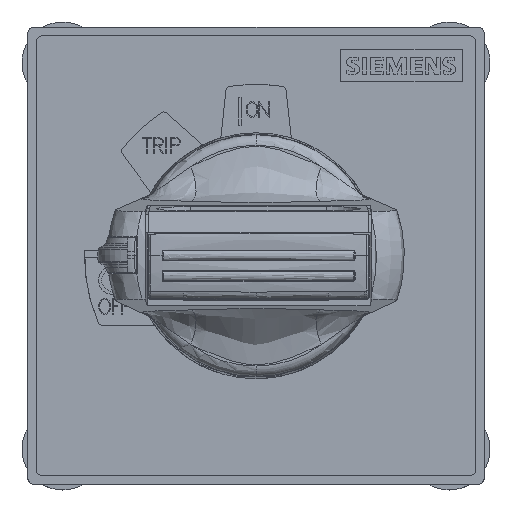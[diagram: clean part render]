
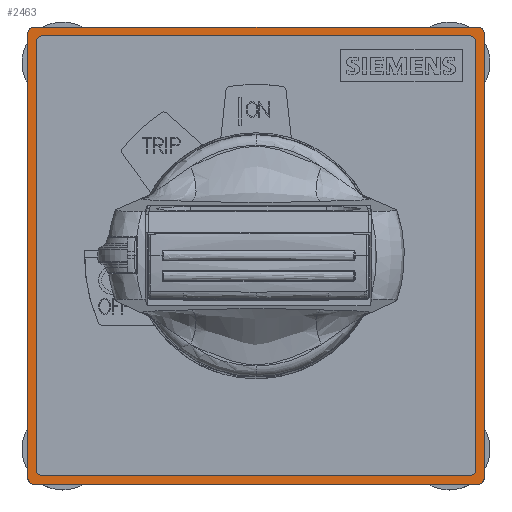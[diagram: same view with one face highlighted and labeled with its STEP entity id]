
A CAD part, top view. The second image highlights one B-rep face of the part: STEP entity #2463.
In plain terms, the highlighted planar face has unit normal (0, 0, 1).
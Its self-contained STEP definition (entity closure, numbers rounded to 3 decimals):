
#2463=ADVANCED_FACE('',(#5797,#5798),#5799,.T.);
#5797=FACE_BOUND('',#13626,.T.);
#5798=FACE_OUTER_BOUND('',#13627,.T.);
#5799=PLANE('',#13628);
#13626=EDGE_LOOP('',(#25865,#25866,#25867,#25868,#25869,#25870,#25871,#25872));
#13627=EDGE_LOOP('',(#25873,#25874,#25875,#25876,#25877,#25878,#25879,#25880));
#13628=AXIS2_PLACEMENT_3D('',#25881,#25882,#25883);
#25865=ORIENTED_EDGE('',*,*,#33006,.T.);
#25866=ORIENTED_EDGE('',*,*,#33003,.T.);
#25867=ORIENTED_EDGE('',*,*,#33000,.T.);
#25868=ORIENTED_EDGE('',*,*,#32996,.T.);
#25869=ORIENTED_EDGE('',*,*,#33009,.T.);
#25870=ORIENTED_EDGE('',*,*,#33012,.T.);
#25871=ORIENTED_EDGE('',*,*,#33015,.T.);
#25872=ORIENTED_EDGE('',*,*,#33018,.T.);
#25873=ORIENTED_EDGE('',*,*,#33020,.F.);
#25874=ORIENTED_EDGE('',*,*,#33049,.F.);
#25875=ORIENTED_EDGE('',*,*,#33045,.F.);
#25876=ORIENTED_EDGE('',*,*,#33041,.F.);
#25877=ORIENTED_EDGE('',*,*,#33037,.F.);
#25878=ORIENTED_EDGE('',*,*,#33033,.F.);
#25879=ORIENTED_EDGE('',*,*,#33029,.F.);
#25880=ORIENTED_EDGE('',*,*,#33025,.F.);
#25881=CARTESIAN_POINT('',(33.292,33.3,372.5));
#25882=DIRECTION('',(0.0,0.0,1.0));
#25883=DIRECTION('',(1.0,0.0,0.0));
#32996=EDGE_CURVE('',#37686,#37687,#37688,.T.);
#33000=EDGE_CURVE('',#37692,#37686,#37693,.T.);
#33003=EDGE_CURVE('',#37696,#37692,#37697,.T.);
#33006=EDGE_CURVE('',#37700,#37696,#37701,.T.);
#33009=EDGE_CURVE('',#37687,#37704,#37705,.T.);
#33012=EDGE_CURVE('',#37704,#37708,#37709,.T.);
#33015=EDGE_CURVE('',#37708,#37712,#37713,.T.);
#33018=EDGE_CURVE('',#37712,#37700,#37716,.T.);
#33020=EDGE_CURVE('',#37718,#37719,#37720,.T.);
#33025=EDGE_CURVE('',#37719,#37727,#37728,.T.);
#33029=EDGE_CURVE('',#37727,#37733,#37734,.T.);
#33033=EDGE_CURVE('',#37733,#37739,#37740,.T.);
#33037=EDGE_CURVE('',#37739,#37745,#37746,.T.);
#33041=EDGE_CURVE('',#37745,#37751,#37752,.T.);
#33045=EDGE_CURVE('',#37751,#37757,#37758,.T.);
#33049=EDGE_CURVE('',#37757,#37718,#37763,.T.);
#37686=VERTEX_POINT('',#46095);
#37687=VERTEX_POINT('',#46096);
#37688=CIRCLE('',#46097,0.9);
#37692=VERTEX_POINT('',#46103);
#37693=LINE('',#46104,#46105);
#37696=VERTEX_POINT('',#46109);
#37697=CIRCLE('',#46110,0.9);
#37700=VERTEX_POINT('',#46114);
#37701=LINE('',#46115,#46116);
#37704=VERTEX_POINT('',#46120);
#37705=LINE('',#46121,#46122);
#37708=VERTEX_POINT('',#46126);
#37709=CIRCLE('',#46127,0.9);
#37712=VERTEX_POINT('',#46131);
#37713=LINE('',#46132,#46133);
#37716=CIRCLE('',#46137,0.9);
#37718=VERTEX_POINT('',#46139);
#37719=VERTEX_POINT('',#46140);
#37720=LINE('',#46141,#46142);
#37727=VERTEX_POINT('',#46152);
#37728=CIRCLE('',#46153,0.9);
#37733=VERTEX_POINT('',#46159);
#37734=LINE('',#46160,#46161);
#37739=VERTEX_POINT('',#46168);
#37740=CIRCLE('',#46169,0.9);
#37745=VERTEX_POINT('',#46175);
#37746=LINE('',#46176,#46177);
#37751=VERTEX_POINT('',#46184);
#37752=CIRCLE('',#46185,0.9);
#37757=VERTEX_POINT('',#46191);
#37758=LINE('',#46192,#46193);
#37763=CIRCLE('',#46200,0.9);
#46095=CARTESIAN_POINT('',(63.692,64.6,372.5));
#46096=CARTESIAN_POINT('',(64.592,63.7,372.5));
#46097=AXIS2_PLACEMENT_3D('',#52373,#52374,#52375);
#46103=CARTESIAN_POINT('',(2.892,64.6,372.5));
#46104=CARTESIAN_POINT('',(33.292,64.6,372.5));
#46105=VECTOR('',#52378,1.0);
#46109=CARTESIAN_POINT('',(1.992,63.7,372.5));
#46110=AXIS2_PLACEMENT_3D('',#52380,#52381,#52382);
#46114=CARTESIAN_POINT('',(1.992,2.9,372.5));
#46115=CARTESIAN_POINT('',(1.992,33.3,372.5));
#46116=VECTOR('',#52384,1.0);
#46120=CARTESIAN_POINT('',(64.592,2.9,372.5));
#46121=CARTESIAN_POINT('',(64.592,33.3,372.5));
#46122=VECTOR('',#52386,1.0);
#46126=CARTESIAN_POINT('',(63.692,2.0,372.5));
#46127=AXIS2_PLACEMENT_3D('',#52388,#52389,#52390);
#46131=CARTESIAN_POINT('',(2.892,2.0,372.5));
#46132=CARTESIAN_POINT('',(33.292,2.0,372.5));
#46133=VECTOR('',#52392,1.0);
#46137=AXIS2_PLACEMENT_3D('',#52394,#52395,#52396);
#46139=CARTESIAN_POINT('',(0.792,1.7,372.5));
#46140=CARTESIAN_POINT('',(0.792,64.9,372.5));
#46141=CARTESIAN_POINT('',(0.792,64.9,372.5));
#46142=VECTOR('',#52397,1.0);
#46152=CARTESIAN_POINT('',(1.692,65.8,372.5));
#46153=AXIS2_PLACEMENT_3D('',#52401,#52402,#52403);
#46159=CARTESIAN_POINT('',(64.892,65.8,372.5));
#46160=CARTESIAN_POINT('',(64.892,65.8,372.5));
#46161=VECTOR('',#52408,1.0);
#46168=CARTESIAN_POINT('',(65.792,64.9,372.5));
#46169=AXIS2_PLACEMENT_3D('',#52411,#52412,#52413);
#46175=CARTESIAN_POINT('',(65.792,1.7,372.5));
#46176=CARTESIAN_POINT('',(65.792,1.7,372.5));
#46177=VECTOR('',#52418,1.0);
#46184=CARTESIAN_POINT('',(64.892,0.8,372.5));
#46185=AXIS2_PLACEMENT_3D('',#52421,#52422,#52423);
#46191=CARTESIAN_POINT('',(1.692,0.8,372.5));
#46192=CARTESIAN_POINT('',(1.692,0.8,372.5));
#46193=VECTOR('',#52428,1.0);
#46200=AXIS2_PLACEMENT_3D('',#52431,#52432,#52433);
#52373=CARTESIAN_POINT('',(63.692,63.7,372.5));
#52374=DIRECTION('',(0.0,0.0,-1.0));
#52375=DIRECTION('',(1.0,0.0,0.0));
#52378=DIRECTION('',(1.0,0.0,0.0));
#52380=CARTESIAN_POINT('',(2.892,63.7,372.5));
#52381=DIRECTION('',(0.0,0.0,-1.0));
#52382=DIRECTION('',(0.,1.0,0.0));
#52384=DIRECTION('',(0.0,1.0,-0.0));
#52386=DIRECTION('',(0.0,-1.0,0.0));
#52388=CARTESIAN_POINT('',(63.692,2.9,372.5));
#52389=DIRECTION('',(-0.0,-0.0,-1.0));
#52390=DIRECTION('',(0.0,-1.0,0.0));
#52392=DIRECTION('',(-1.0,0.0,0.0));
#52394=CARTESIAN_POINT('',(2.892,2.9,372.5));
#52395=DIRECTION('',(-0.0,0.0,-1.0));
#52396=DIRECTION('',(-1.0,0.,0.0));
#52397=DIRECTION('',(0.0,1.0,0.0));
#52401=CARTESIAN_POINT('',(1.692,64.9,372.5));
#52402=DIRECTION('',(0.0,0.0,-1.0));
#52403=DIRECTION('',(0.,1.0,0.0));
#52408=DIRECTION('',(1.0,0.0,0.0));
#52411=CARTESIAN_POINT('',(64.892,64.9,372.5));
#52412=DIRECTION('',(0.0,-0.0,-1.0));
#52413=DIRECTION('',(1.0,0.,0.0));
#52418=DIRECTION('',(-0.0,-1.0,-0.0));
#52421=CARTESIAN_POINT('',(64.892,1.7,372.5));
#52422=DIRECTION('',(-0.0,-0.0,-1.0));
#52423=DIRECTION('',(0.0,-1.0,0.0));
#52428=DIRECTION('',(-1.0,-0.0,-0.0));
#52431=CARTESIAN_POINT('',(1.692,1.7,372.5));
#52432=DIRECTION('',(-0.0,0.0,-1.0));
#52433=DIRECTION('',(-1.0,0.,0.0));
